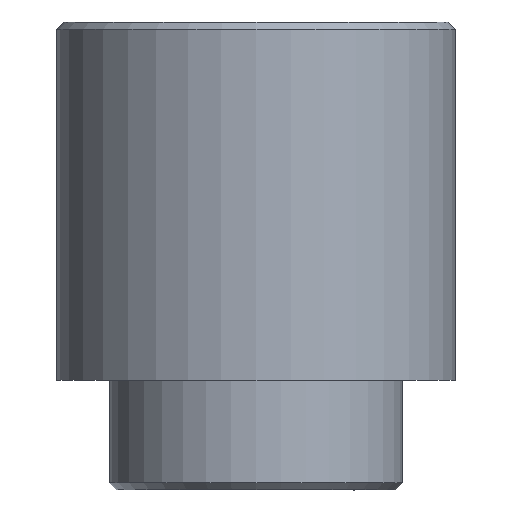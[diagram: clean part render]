
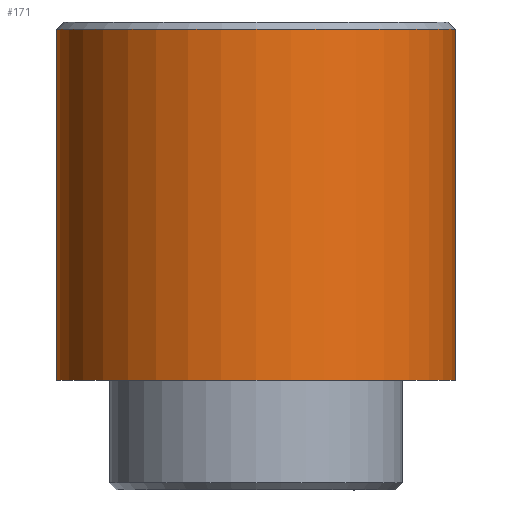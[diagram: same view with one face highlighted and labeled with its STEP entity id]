
A CAD part, front view. The second image highlights one B-rep face of the part: STEP entity #171.
In plain terms, the highlighted cylindrical face has radius 2.78 mm (diameter 5.56 mm), a full revolution.
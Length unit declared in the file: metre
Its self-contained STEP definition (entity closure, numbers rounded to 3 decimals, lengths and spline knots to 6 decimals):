
#26=CYLINDRICAL_SURFACE('',#200,0.00278);
#55=ORIENTED_EDGE('',*,*,#93,.T.);
#56=ORIENTED_EDGE('',*,*,#94,.T.);
#93=EDGE_CURVE('',#111,#111,#121,.F.);
#94=EDGE_CURVE('',#112,#112,#122,.T.);
#111=VERTEX_POINT('',#987);
#112=VERTEX_POINT('',#989);
#121=CIRCLE('',#201,0.00278);
#122=CIRCLE('',#202,0.00278);
#130=EDGE_LOOP('',(#55));
#131=EDGE_LOOP('',(#56));
#149=FACE_BOUND('',#130,.T.);
#150=FACE_BOUND('',#131,.T.);
#171=ADVANCED_FACE('',(#149,#150),#26,.T.);
#200=AXIS2_PLACEMENT_3D('',#985,#230,#231);
#201=AXIS2_PLACEMENT_3D('',#986,#232,#233);
#202=AXIS2_PLACEMENT_3D('',#988,#234,#235);
#230=DIRECTION('',(0.,0.,-1.));
#231=DIRECTION('',(-1.,0.,0.));
#232=DIRECTION('',(0.,0.,1.));
#233=DIRECTION('',(1.,0.,0.));
#234=DIRECTION('',(0.,0.,1.));
#235=DIRECTION('',(1.,0.,0.));
#985=CARTESIAN_POINT('',(0.,0.,0.005));
#986=CARTESIAN_POINT('',(0.,0.,0.0049));
#987=CARTESIAN_POINT('',(0.00278,0.,0.0049));
#988=CARTESIAN_POINT('',(0.,0.,0.));
#989=CARTESIAN_POINT('',(0.00278,0.,0.));
